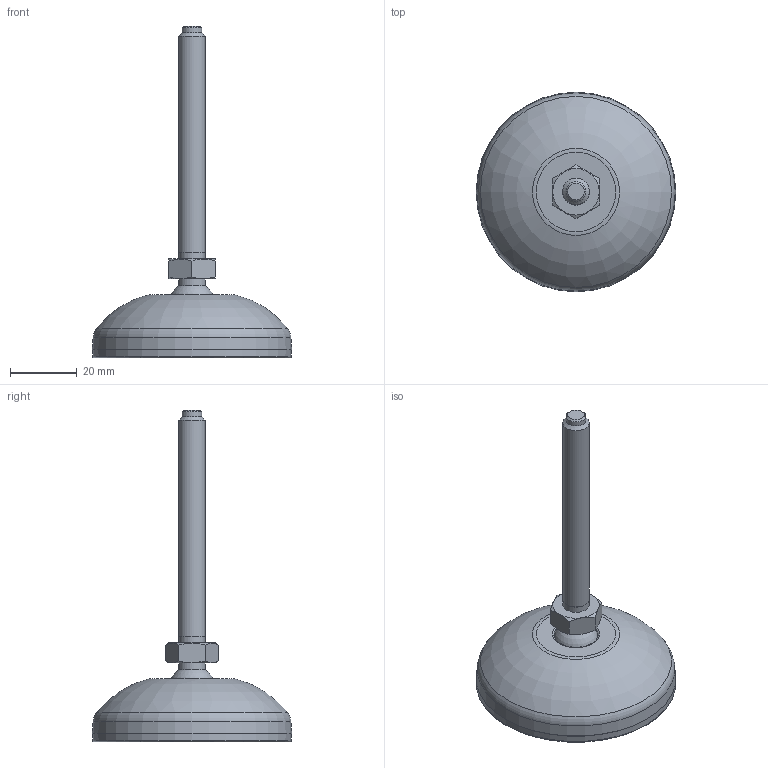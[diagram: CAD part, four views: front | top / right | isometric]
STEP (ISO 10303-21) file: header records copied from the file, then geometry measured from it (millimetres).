
FILE_DESCRIPTION(/* description */ ('AC2F'),/* implementation_level */ '2;1');
FILE_NAME(/* name */ '6322315',/* time_stamp */ '2018-05-25T16:28:38+02:00',/* author */ ('Zorzan Davide'),/* organization */ ('Gamm Srl.'),/* preprocessor_version */ 'ST-DEVELOPER v16.7',/* originating_system */ 'DEX',/* authorisation */ $);
FILE_SCHEMA (('CONFIG_CONTROL_DESIGN'));
Length unit declared in the file: millimetre
Products named in the file (1): 6322315
Bounding box: 60 x 60 x 99.7 mm (x, y, z)
Volume: 36886.8 mm3; surface area: 15928.7 mm2
Topology: 1 solids, 3 shells, 95 faces, 270 edges, 167 vertices
Faces by surface type: plane 54, torus 14, cone 9, cylinder 9, sphere 9
Full cylindrical faces by diameter (mm): 6 x1, 7.862 x1, 8 x1, 8.062 x1, 13.283 x1, 16 x2, 16.2 x1, 53 x1
Entity records: 3664 total; most frequent: CARTESIAN_POINT 636, DIRECTION 512, ORIENTED_EDGE 462, EDGE_CURVE 231, AXIS2_PLACEMENT_3D 213, VERTEX_POINT 153, EDGE_LOOP 126, FACE_BOUND 126
